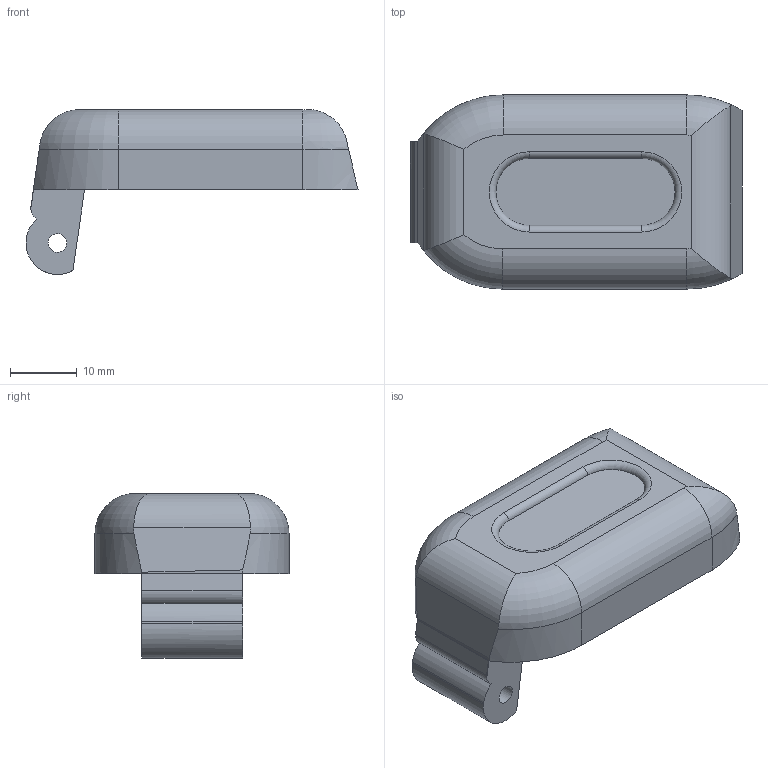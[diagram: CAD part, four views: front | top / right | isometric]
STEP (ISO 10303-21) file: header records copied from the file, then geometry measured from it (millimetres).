
FILE_DESCRIPTION(/* description */ (''),/* implementation_level */ '2;1');
FILE_NAME(/* name */ 'conjoined cap small v2.step',/* time_stamp */ '2022-11-20T14:56:54-05:00',/* author */ (''),/* organization */ (''),/* preprocessor_version */ 'ST-DEVELOPER v19.2',/* originating_system */ 'Autodesk Translation Framework v11.17.0.187',/* authorisation */ '');
FILE_SCHEMA (('AUTOMOTIVE_DESIGN { 1 0 10303 214 3 1 1 }'));
Length unit declared in the file: millimetre
Products named in the file (1): conjoined cap small
Bounding box: 49.6 x 29 x 24.64 mm (x, y, z)
Volume: 9687.4 mm3; surface area: 5471 mm2
Topology: 1 solids, 1 shells, 49 faces, 121 edges, 75 vertices
Faces by surface type: plane 24, cylinder 18, torus 6, bspline 1
Full cylindrical faces by diameter (mm): 2.8 x1
Entity records: 1561 total; most frequent: CARTESIAN_POINT 328, DIRECTION 254, ORIENTED_EDGE 242, EDGE_CURVE 121, AXIS2_PLACEMENT_3D 94, VERTEX_POINT 75, LINE 66, VECTOR 66
